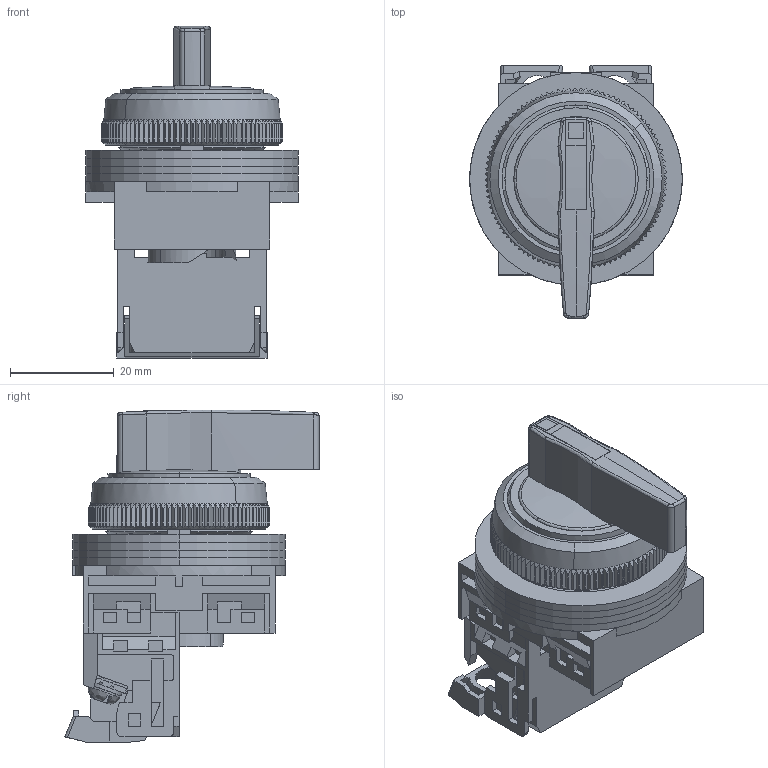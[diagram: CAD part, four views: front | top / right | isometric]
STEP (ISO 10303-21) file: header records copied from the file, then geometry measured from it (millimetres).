
FILE_DESCRIPTION (( 'STEP AP214' ), '1' );
FILE_NAME ('AR30WR-210BZC.step', '2018-02-28T21:41:09', ( '' ), ( '' ), 'SwSTEP 2.0', 'SolidWorks 2017', '' );
FILE_SCHEMA (( 'AUTOMOTIVE_DESIGN' ));
Length unit declared in the file: inch
Products named in the file (1): AR30WR-210BZC
Bounding box: 41 x 49 x 64 mm (x, y, z)
Volume: 30424.4 mm3; surface area: 34486.8 mm2
Topology: 18 solids, 18 shells, 1374 faces, 3689 edges, 2363 vertices
Faces by surface type: plane 901, cylinder 246, cone 192, bspline 35
Entity records: 62895 total; most frequent: CARTESIAN_POINT 11207, ORIENTED_EDGE 7374, DIRECTION 6481, EDGE_CURVE 3687, VERTEX_POINT 2363, VECTOR 2223, LINE 2223, AXIS2_PLACEMENT_3D 2129
